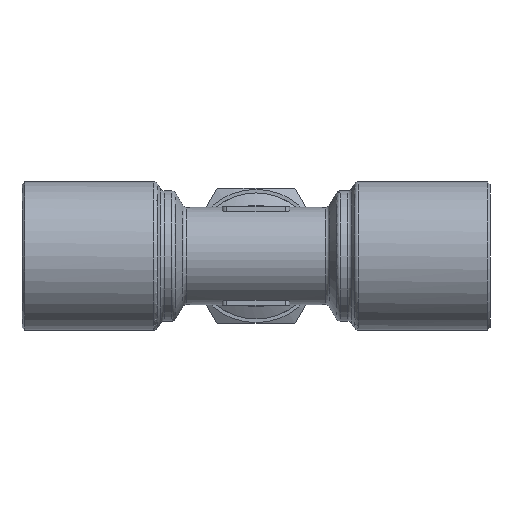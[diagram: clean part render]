
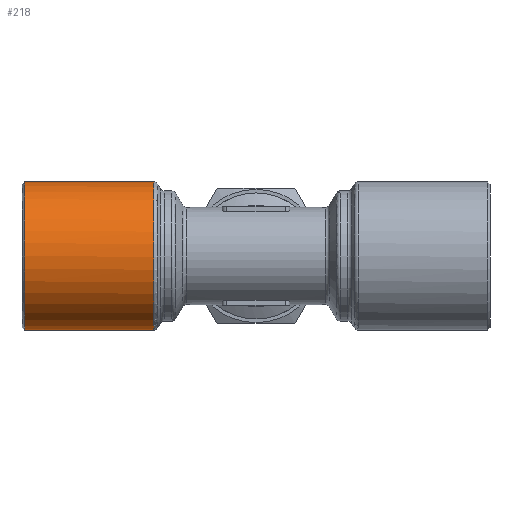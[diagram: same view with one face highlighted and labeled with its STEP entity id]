
A CAD part, left-side view. The second image highlights one B-rep face of the part: STEP entity #218.
In plain terms, the highlighted cylindrical face has radius 8.25 mm (diameter 16.5 mm), a full revolution.
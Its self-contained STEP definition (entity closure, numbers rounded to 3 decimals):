
#218 = ADVANCED_FACE( 'NONE', ( #864, #865 ), #866, .T. );
#864 = FACE_OUTER_BOUND( '', #3236, .T. );
#865 = FACE_OUTER_BOUND( '', #3237, .T. );
#866 = CYLINDRICAL_SURFACE( '', #3238, 8.25 );
#3236 = EDGE_LOOP( '', ( #8941, #8942, #8943, #8944, #8945 ) );
#3237 = EDGE_LOOP( '', ( #8946 ) );
#3238 = AXIS2_PLACEMENT_3D( '', #8947, #8948, #8949 );
#8941 = ORIENTED_EDGE( '', *, *, #11650, .T. );
#8942 = ORIENTED_EDGE( '', *, *, #11651, .T. );
#8943 = ORIENTED_EDGE( '', *, *, #11652, .T. );
#8944 = ORIENTED_EDGE( '', *, *, #11653, .T. );
#8945 = ORIENTED_EDGE( '', *, *, #11654, .T. );
#8946 = ORIENTED_EDGE( '', *, *, #11398, .T. );
#8947 = CARTESIAN_POINT( '', ( 0., -14.151, 0. ) );
#8948 = DIRECTION( '', ( 0., 1., 0. ) );
#8949 = DIRECTION( '', ( 0., 0., -1. ) );
#11398 = EDGE_CURVE( 'NONE', #12939, #12939, #12940, .T. );
#11650 = EDGE_CURVE( 'NONE', #13377, #12689, #13378, .T. );
#11651 = EDGE_CURVE( 'NONE', #12689, #13379, #13380, .T. );
#11652 = EDGE_CURVE( 'NONE', #13379, #13381, #13382, .T. );
#11653 = EDGE_CURVE( 'NONE', #13381, #13239, #13383, .T. );
#11654 = EDGE_CURVE( 'NONE', #13239, #13377, #13384, .T. );
#12689 = VERTEX_POINT( 'NONE', #16373 );
#12939 = VERTEX_POINT( '', #17190 );
#12940 = CIRCLE( '', #17191, 8.25 );
#13239 = VERTEX_POINT( 'NONE', #18502 );
#13377 = VERTEX_POINT( 'NONE', #18976 );
#13378 = LINE( '', #18977, #18978 );
#13379 = VERTEX_POINT( 'NONE', #18979 );
#13380 = CIRCLE( '', #18980, 8.25 );
#13381 = VERTEX_POINT( 'NONE', #18981 );
#13382 = LINE( '', #18982, #18983 );
#13383 = CIRCLE( '', #18984, 8.25 );
#13384 = CIRCLE( '', #18985, 8.25 );
#16373 = CARTESIAN_POINT( '', ( 8.07, 11.355, -1.715 ) );
#17190 = CARTESIAN_POINT( '', ( 0., 25.7, -8.25 ) );
#17191 = AXIS2_PLACEMENT_3D( '', #22021, #22022, #22023 );
#18502 = CARTESIAN_POINT( '', ( 8.25, 11.5, 0. ) );
#18976 = CARTESIAN_POINT( '', ( 8.07, 11.5, -1.715 ) );
#18977 = CARTESIAN_POINT( '', ( 8.07, -14.151, -1.715 ) );
#18978 = VECTOR( '', #22222, 1000. );
#18979 = CARTESIAN_POINT( '', ( 8.07, 11.355, 1.715 ) );
#18980 = AXIS2_PLACEMENT_3D( '', #22223, #22224, #22225 );
#18981 = CARTESIAN_POINT( '', ( 8.07, 11.5, 1.715 ) );
#18982 = CARTESIAN_POINT( '', ( 8.07, -14.151, 1.715 ) );
#18983 = VECTOR( '', #22226, 1000. );
#18984 = AXIS2_PLACEMENT_3D( '', #22227, #22228, #22229 );
#18985 = AXIS2_PLACEMENT_3D( '', #22230, #22231, #22232 );
#22021 = CARTESIAN_POINT( '', ( 0., 25.7, 0. ) );
#22022 = DIRECTION( '', ( 0., -1., 0. ) );
#22023 = DIRECTION( '', ( 0., 0., -1. ) );
#22222 = DIRECTION( '', ( 0., -1., 0. ) );
#22223 = CARTESIAN_POINT( '', ( 0., 11.355, 0. ) );
#22224 = DIRECTION( '', ( 0., 1., 0. ) );
#22225 = DIRECTION( '', ( 0., 0., 1. ) );
#22226 = DIRECTION( '', ( 0., 1., 0. ) );
#22227 = CARTESIAN_POINT( '', ( 0., 11.5, 0. ) );
#22228 = DIRECTION( '', ( 0., 1., 0. ) );
#22229 = DIRECTION( '', ( 0., 0., -1. ) );
#22230 = CARTESIAN_POINT( '', ( 0., 11.5, 0. ) );
#22231 = DIRECTION( '', ( 0., 1., 0. ) );
#22232 = DIRECTION( '', ( 0., 0., -1. ) );
